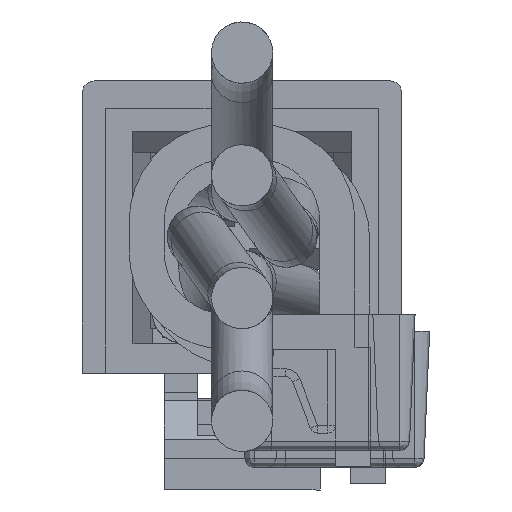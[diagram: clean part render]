
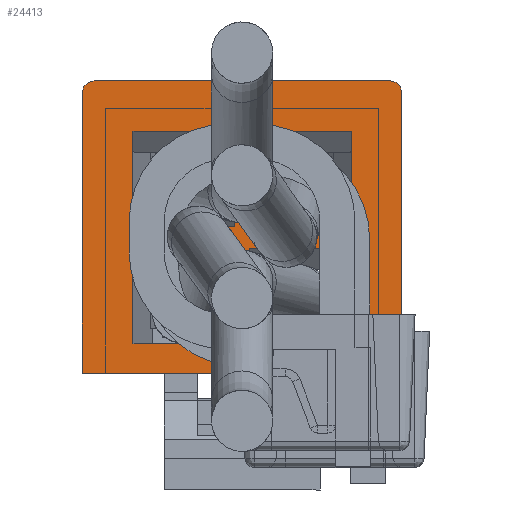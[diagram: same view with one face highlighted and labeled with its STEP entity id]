
A CAD part, front view. The second image highlights one B-rep face of the part: STEP entity #24413.
In plain terms, the highlighted planar face has unit normal (0, -1, 0).
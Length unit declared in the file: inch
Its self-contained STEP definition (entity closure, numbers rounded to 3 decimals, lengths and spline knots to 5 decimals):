
#181=FACE_BOUND('',#3212,.T.);
#182=FACE_BOUND('',#3213,.T.);
#183=FACE_BOUND('',#3214,.T.);
#184=FACE_BOUND('',#3215,.T.);
#1801=FACE_OUTER_BOUND('',#3211,.T.);
#3211=EDGE_LOOP('',(#19944,#19945,#19946,#19947,#19948,#19949));
#3212=EDGE_LOOP('',(#19950,#19951,#19952,#19953));
#3213=EDGE_LOOP('',(#19954,#19955,#19956,#19957));
#3214=EDGE_LOOP('',(#19958,#19959,#19960,#19961));
#3215=EDGE_LOOP('',(#19962,#19963,#19964,#19965));
#4469=CIRCLE('',#26429,0.01181);
#4470=CIRCLE('',#26430,0.01181);
#6358=LINE('',#42523,#8741);
#6359=LINE('',#42527,#8742);
#6360=LINE('',#42529,#8743);
#6361=LINE('',#42531,#8744);
#6362=LINE('',#42535,#8745);
#6363=LINE('',#42537,#8746);
#6364=LINE('',#42539,#8747);
#6365=LINE('',#42540,#8748);
#6366=LINE('',#42543,#8749);
#6367=LINE('',#42545,#8750);
#6368=LINE('',#42547,#8751);
#6369=LINE('',#42548,#8752);
#6370=LINE('',#42551,#8753);
#6371=LINE('',#42553,#8754);
#6372=LINE('',#42555,#8755);
#6373=LINE('',#42556,#8756);
#6374=LINE('',#42559,#8757);
#6375=LINE('',#42561,#8758);
#6376=LINE('',#42563,#8759);
#6377=LINE('',#42564,#8760);
#8741=VECTOR('',#31750,0.03937);
#8742=VECTOR('',#31753,0.03937);
#8743=VECTOR('',#31754,0.03937);
#8744=VECTOR('',#31755,0.03937);
#8745=VECTOR('',#31758,0.03937);
#8746=VECTOR('',#31759,0.03937);
#8747=VECTOR('',#31760,0.03937);
#8748=VECTOR('',#31761,0.03937);
#8749=VECTOR('',#31762,0.03937);
#8750=VECTOR('',#31763,0.03937);
#8751=VECTOR('',#31764,0.03937);
#8752=VECTOR('',#31765,0.03937);
#8753=VECTOR('',#31766,0.03937);
#8754=VECTOR('',#31767,0.03937);
#8755=VECTOR('',#31768,0.03937);
#8756=VECTOR('',#31769,0.03937);
#8757=VECTOR('',#31770,0.03937);
#8758=VECTOR('',#31771,0.03937);
#8759=VECTOR('',#31772,0.03937);
#8760=VECTOR('',#31773,0.03937);
#11099=VERTEX_POINT('',#42521);
#11100=VERTEX_POINT('',#42522);
#11101=VERTEX_POINT('',#42524);
#11102=VERTEX_POINT('',#42526);
#11103=VERTEX_POINT('',#42528);
#11104=VERTEX_POINT('',#42530);
#11105=VERTEX_POINT('',#42533);
#11106=VERTEX_POINT('',#42534);
#11107=VERTEX_POINT('',#42536);
#11108=VERTEX_POINT('',#42538);
#11109=VERTEX_POINT('',#42541);
#11110=VERTEX_POINT('',#42542);
#11111=VERTEX_POINT('',#42544);
#11112=VERTEX_POINT('',#42546);
#11113=VERTEX_POINT('',#42549);
#11114=VERTEX_POINT('',#42550);
#11115=VERTEX_POINT('',#42552);
#11116=VERTEX_POINT('',#42554);
#11117=VERTEX_POINT('',#42557);
#11118=VERTEX_POINT('',#42558);
#11119=VERTEX_POINT('',#42560);
#11120=VERTEX_POINT('',#42562);
#14207=EDGE_CURVE('',#11099,#11100,#6358,.T.);
#14208=EDGE_CURVE('',#11100,#11101,#4469,.T.);
#14209=EDGE_CURVE('',#11102,#11101,#6359,.T.);
#14210=EDGE_CURVE('',#11103,#11102,#6360,.T.);
#14211=EDGE_CURVE('',#11103,#11104,#6361,.T.);
#14212=EDGE_CURVE('',#11104,#11099,#4470,.T.);
#14213=EDGE_CURVE('',#11105,#11106,#6362,.T.);
#14214=EDGE_CURVE('',#11107,#11105,#6363,.T.);
#14215=EDGE_CURVE('',#11107,#11108,#6364,.T.);
#14216=EDGE_CURVE('',#11108,#11106,#6365,.T.);
#14217=EDGE_CURVE('',#11109,#11110,#6366,.T.);
#14218=EDGE_CURVE('',#11111,#11109,#6367,.T.);
#14219=EDGE_CURVE('',#11111,#11112,#6368,.T.);
#14220=EDGE_CURVE('',#11112,#11110,#6369,.T.);
#14221=EDGE_CURVE('',#11113,#11114,#6370,.T.);
#14222=EDGE_CURVE('',#11115,#11113,#6371,.T.);
#14223=EDGE_CURVE('',#11115,#11116,#6372,.T.);
#14224=EDGE_CURVE('',#11114,#11116,#6373,.T.);
#14225=EDGE_CURVE('',#11117,#11118,#6374,.T.);
#14226=EDGE_CURVE('',#11117,#11119,#6375,.T.);
#14227=EDGE_CURVE('',#11119,#11120,#6376,.T.);
#14228=EDGE_CURVE('',#11118,#11120,#6377,.T.);
#19944=ORIENTED_EDGE('',*,*,#14207,.T.);
#19945=ORIENTED_EDGE('',*,*,#14208,.T.);
#19946=ORIENTED_EDGE('',*,*,#14209,.F.);
#19947=ORIENTED_EDGE('',*,*,#14210,.F.);
#19948=ORIENTED_EDGE('',*,*,#14211,.T.);
#19949=ORIENTED_EDGE('',*,*,#14212,.T.);
#19950=ORIENTED_EDGE('',*,*,#14213,.F.);
#19951=ORIENTED_EDGE('',*,*,#14214,.F.);
#19952=ORIENTED_EDGE('',*,*,#14215,.T.);
#19953=ORIENTED_EDGE('',*,*,#14216,.T.);
#19954=ORIENTED_EDGE('',*,*,#14217,.F.);
#19955=ORIENTED_EDGE('',*,*,#14218,.F.);
#19956=ORIENTED_EDGE('',*,*,#14219,.T.);
#19957=ORIENTED_EDGE('',*,*,#14220,.T.);
#19958=ORIENTED_EDGE('',*,*,#14221,.F.);
#19959=ORIENTED_EDGE('',*,*,#14222,.F.);
#19960=ORIENTED_EDGE('',*,*,#14223,.T.);
#19961=ORIENTED_EDGE('',*,*,#14224,.F.);
#19962=ORIENTED_EDGE('',*,*,#14225,.F.);
#19963=ORIENTED_EDGE('',*,*,#14226,.T.);
#19964=ORIENTED_EDGE('',*,*,#14227,.T.);
#19965=ORIENTED_EDGE('',*,*,#14228,.F.);
#23305=PLANE('',#26428);
#24413=ADVANCED_FACE('',(#1801,#181,#182,#183,#184),#23305,.F.);
#26428=AXIS2_PLACEMENT_3D('',#42520,#31748,#31749);
#26429=AXIS2_PLACEMENT_3D('',#42525,#31751,#31752);
#26430=AXIS2_PLACEMENT_3D('',#42532,#31756,#31757);
#31748=DIRECTION('center_axis',(0.,1.,0.));
#31749=DIRECTION('ref_axis',(0.,0.,
1.));
#31750=DIRECTION('',(-1.,0.,0.));
#31751=DIRECTION('center_axis',(0.,-1.,0.));
#31752=DIRECTION('ref_axis',(0.,0.,
-1.));
#31753=DIRECTION('',(0.,0.,1.));
#31754=DIRECTION('',(-1.,0.,0.));
#31755=DIRECTION('',(0.,0.,1.));
#31756=DIRECTION('center_axis',(0.,-1.,0.));
#31757=DIRECTION('ref_axis',(0.,0.,
-1.));
#31758=DIRECTION('',(0.,0.,1.));
#31759=DIRECTION('',(1.,0.,0.));
#31760=DIRECTION('',(0.,0.,1.));
#31761=DIRECTION('',(1.,0.,0.));
#31762=DIRECTION('',(0.,0.,1.));
#31763=DIRECTION('',(1.,0.,0.));
#31764=DIRECTION('',(0.,0.,1.));
#31765=DIRECTION('',(1.,0.,0.));
#31766=DIRECTION('',(0.,0.,-1.));
#31767=DIRECTION('',(-1.,0.,0.));
#31768=DIRECTION('',(0.,0.,-1.));
#31769=DIRECTION('',(1.,0.,0.));
#31770=DIRECTION('',(0.,0.,-1.));
#31771=DIRECTION('',(1.,0.,0.));
#31772=DIRECTION('',(0.,0.,-1.));
#31773=DIRECTION('',(1.,0.,0.));
#42520=CARTESIAN_POINT('Origin',(0.07874,0.,
0.16381));
#42521=CARTESIAN_POINT('',(0.14961,0.,0.15748));
#42522=CARTESIAN_POINT('',(-0.14961,0.,0.15748));
#42523=CARTESIAN_POINT('',(0.07874,0.,0.15748));
#42524=CARTESIAN_POINT('',(-0.16142,0.,0.14567));
#42525=CARTESIAN_POINT('Origin',(-0.14961,0.,
0.14567));
#42526=CARTESIAN_POINT('',(-0.16142,0.,-0.1378));
#42527=CARTESIAN_POINT('',(-0.16142,0.,-0.1354));
#42528=CARTESIAN_POINT('',(0.16142,0.,-0.1378));
#42529=CARTESIAN_POINT('',(0.07874,0.,-0.1378));
#42530=CARTESIAN_POINT('',(0.16142,0.,0.14567));
#42531=CARTESIAN_POINT('',(0.16142,0.,-0.1354));
#42532=CARTESIAN_POINT('Origin',(0.14961,0.,
0.14567));
#42533=CARTESIAN_POINT('',(-0.00787,0.,-0.10806));
#42534=CARTESIAN_POINT('',(-0.00787,0.,-0.01161));
#42535=CARTESIAN_POINT('',(-0.00787,0.,-0.10806));
#42536=CARTESIAN_POINT('',(-0.11024,0.,-0.10806));
#42537=CARTESIAN_POINT('',(-0.10728,0.,-0.10806));
#42538=CARTESIAN_POINT('',(-0.11024,0.,-0.01161));
#42539=CARTESIAN_POINT('',(-0.11024,0.,-0.10806));
#42540=CARTESIAN_POINT('',(-0.10728,0.,-0.01161));
#42541=CARTESIAN_POINT('',(-0.00787,0.,0.01005));
#42542=CARTESIAN_POINT('',(-0.00787,0.,0.1065));
#42543=CARTESIAN_POINT('',(-0.00787,0.,0.01005));
#42544=CARTESIAN_POINT('',(-0.11024,0.,0.01005));
#42545=CARTESIAN_POINT('',(-0.10728,0.,0.01005));
#42546=CARTESIAN_POINT('',(-0.11024,0.,0.1065));
#42547=CARTESIAN_POINT('',(-0.11024,0.,0.01005));
#42548=CARTESIAN_POINT('',(-0.10728,0.,0.1065));
#42549=CARTESIAN_POINT('',(0.00787,0.,0.1065));
#42550=CARTESIAN_POINT('',(0.00787,0.,0.01005));
#42551=CARTESIAN_POINT('',(0.00787,0.,0.1065));
#42552=CARTESIAN_POINT('',(0.11024,0.,0.1065));
#42553=CARTESIAN_POINT('',(0.05906,0.,0.1065));
#42554=CARTESIAN_POINT('',(0.11024,0.,0.01005));
#42555=CARTESIAN_POINT('',(0.11024,0.,0.1065));
#42556=CARTESIAN_POINT('',(0.01083,0.,0.01005));
#42557=CARTESIAN_POINT('',(0.00787,0.,-0.01161));
#42558=CARTESIAN_POINT('',(0.00787,0.,-0.10806));
#42559=CARTESIAN_POINT('',(0.00787,0.,0.1065));
#42560=CARTESIAN_POINT('',(0.11024,0.,-0.01161));
#42561=CARTESIAN_POINT('',(0.01083,0.,-0.01161));
#42562=CARTESIAN_POINT('',(0.11024,0.,-0.10806));
#42563=CARTESIAN_POINT('',(0.11024,0.,0.1065));
#42564=CARTESIAN_POINT('',(0.05906,0.,-0.10806));
